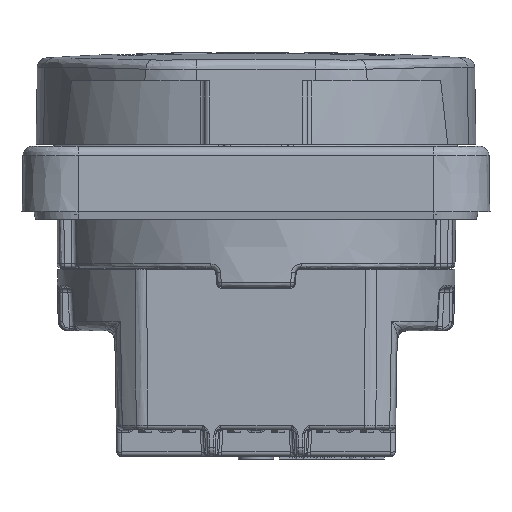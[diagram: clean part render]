
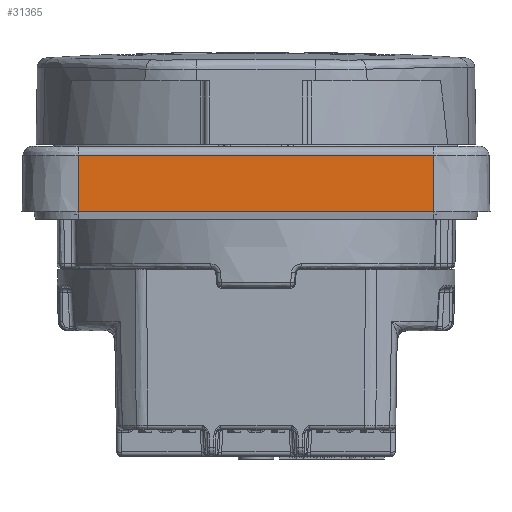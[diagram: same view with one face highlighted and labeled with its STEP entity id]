
A CAD part, front view. The second image highlights one B-rep face of the part: STEP entity #31365.
In plain terms, the highlighted planar face has unit normal (0, -1, 0.018).
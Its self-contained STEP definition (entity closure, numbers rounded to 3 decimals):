
#89 = DIRECTION ( 'NONE',  ( 0., -0.017, -1. ) ) ;
#3636 = ORIENTED_EDGE ( 'NONE', *, *, #31497, .F. ) ;
#4363 = CARTESIAN_POINT ( 'NONE',  ( 19., -24.895, 17.017 ) ) ;
#7293 = VERTEX_POINT ( 'NONE', #11957 ) ;
#7380 = VERTEX_POINT ( 'NONE', #49014 ) ;
#10284 = DIRECTION ( 'NONE',  ( 1., 0., 0. ) ) ;
#10391 = ORIENTED_EDGE ( 'NONE', *, *, #40862, .T. ) ;
#11304 = LINE ( 'NONE', #47257, #23283 ) ;
#11957 = CARTESIAN_POINT ( 'NONE',  ( 19., -25., 11. ) ) ;
#12009 = CARTESIAN_POINT ( 'NONE',  ( 19., -8735.269, -499000. ) ) ;
#12124 = VERTEX_POINT ( 'NONE', #67574 ) ;
#14913 = EDGE_LOOP ( 'NONE', ( #10391, #3636, #67741, #46947 ) ) ;
#17662 = EDGE_CURVE ( 'NONE', #33771, #7380, #64480, .T. ) ;
#18858 = VECTOR ( 'NONE', #10284, 1000. ) ;
#23283 = VECTOR ( 'NONE', #41328, 1000. ) ;
#29465 = LINE ( 'NONE', #43018, #59312 ) ;
#29835 = DIRECTION ( 'NONE',  ( 0., -0.017, -1. ) ) ;
#31365 = ADVANCED_FACE ( 'NONE', ( #50907 ), #71163, .T. ) ;
#31497 = EDGE_CURVE ( 'NONE', #7293, #12124, #29465, .T. ) ;
#32298 = VECTOR ( 'NONE', #29835, 1000. ) ;
#33771 = VERTEX_POINT ( 'NONE', #62157 ) ;
#35479 = DIRECTION ( 'NONE',  ( 0., -1., 0.017 ) ) ;
#38702 = AXIS2_PLACEMENT_3D ( 'NONE', #59214, #35479, #89 ) ;
#40862 = EDGE_CURVE ( 'NONE', #33771, #12124, #11304, .T. ) ;
#41328 = DIRECTION ( 'NONE',  ( 0., -0.017, -1. ) ) ;
#43018 = CARTESIAN_POINT ( 'NONE',  ( -12.25, -25., 11. ) ) ;
#46947 = ORIENTED_EDGE ( 'NONE', *, *, #17662, .F. ) ;
#47257 = CARTESIAN_POINT ( 'NONE',  ( -19., -25., 11. ) ) ;
#49014 = CARTESIAN_POINT ( 'NONE',  ( 19., -24.895, 17.017 ) ) ;
#49229 = DIRECTION ( 'NONE',  ( -1., 0., 0. ) ) ;
#50907 = FACE_OUTER_BOUND ( 'NONE', #14913, .T. ) ;
#59214 = CARTESIAN_POINT ( 'NONE',  ( 19., -25., 11. ) ) ;
#59312 = VECTOR ( 'NONE', #49229, 1000. ) ;
#62157 = CARTESIAN_POINT ( 'NONE',  ( -19., -24.895, 17.017 ) ) ;
#63984 = LINE ( 'NONE', #12009, #32298 ) ;
#64480 = LINE ( 'NONE', #4363, #18858 ) ;
#67574 = CARTESIAN_POINT ( 'NONE',  ( -19., -25., 11. ) ) ;
#67741 = ORIENTED_EDGE ( 'NONE', *, *, #68341, .F. ) ;
#68341 = EDGE_CURVE ( 'NONE', #7380, #7293, #63984, .T. ) ;
#71163 = PLANE ( 'NONE',  #38702 ) ;
